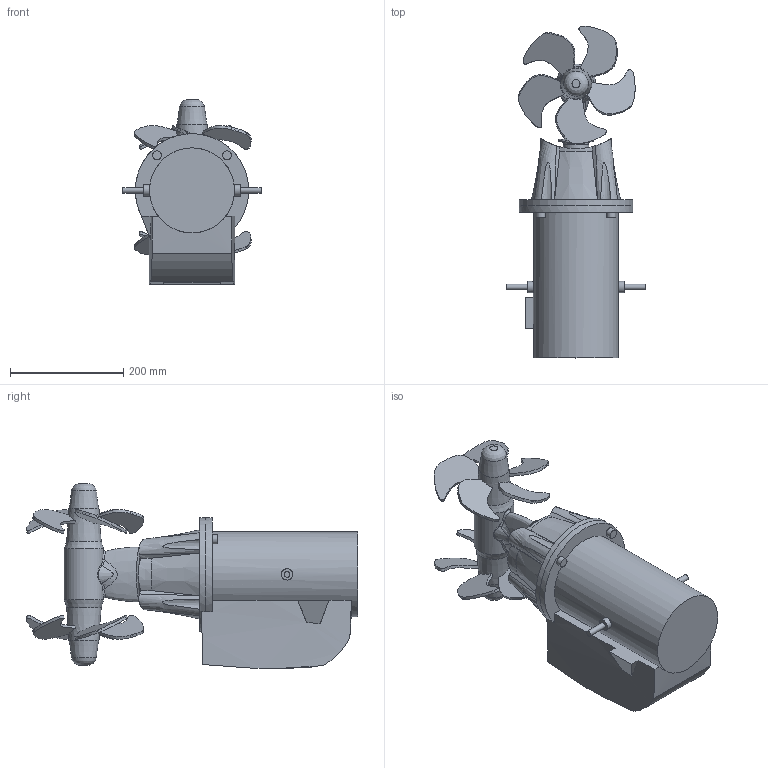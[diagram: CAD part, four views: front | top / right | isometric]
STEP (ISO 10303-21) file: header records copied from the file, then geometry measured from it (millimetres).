
FILE_DESCRIPTION(/* description */ (''),/* implementation_level */ '2;1');
FILE_NAME(/* name */ 'SE120-215.stp',/* time_stamp */ '2018-07-20T14:16:38+02:00',/* author */ ('elvira'),/* organization */ (''),/* preprocessor_version */ 'ST-DEVELOPER v17',/* originating_system */ 'Autodesk Inventor 2018',/* authorisation */ '');
FILE_SCHEMA (('AUTOMOTIVE_DESIGN { 1 0 10303 214 3 1 1 }'));
Length unit declared in the file: millimetre
Products named in the file (1): SM-141494
Bounding box: 244 x 585.51 x 326.35 mm (x, y, z)
Volume: 12043850.5 mm3; surface area: 534307.8 mm2
Topology: 3 solids, 3 shells, 225 faces, 590 edges, 391 vertices
Faces by surface type: bspline 120, plane 55, cylinder 25, cone 25
Full cylindrical faces by diameter (mm): 10 x2, 16 x2, 20 x2, 43 x1, 45 x1, 70 x1, 150 x1, 200 x1
Entity records: 21839 total; most frequent: CARTESIAN_POINT 16880, ORIENTED_EDGE 1182, EDGE_CURVE 591, DIRECTION 579, VERTEX_POINT 393, B_SPLINE_CURVE_WITH_KNOTS 328, EDGE_LOOP 246, STYLED_ITEM 228
